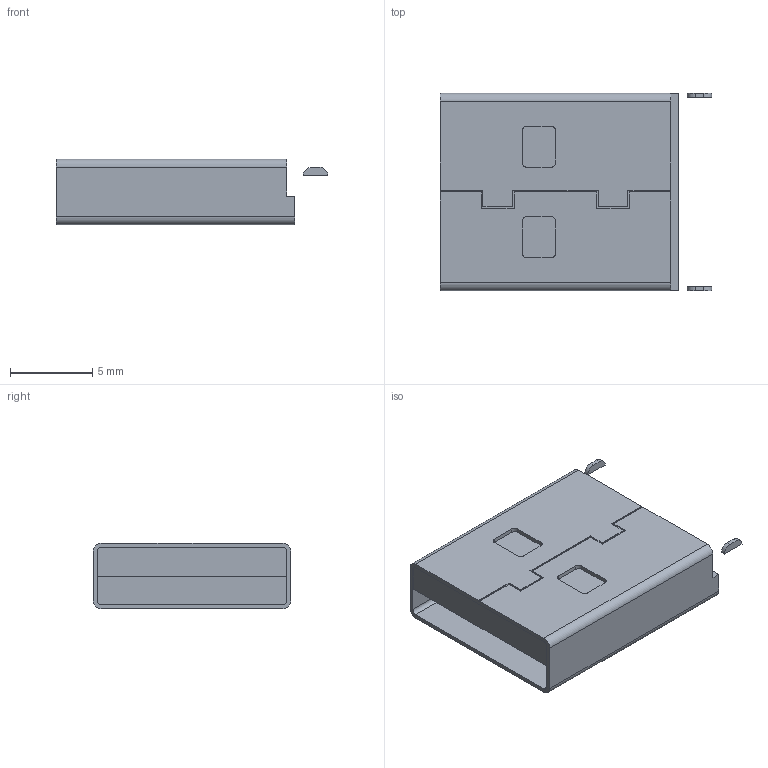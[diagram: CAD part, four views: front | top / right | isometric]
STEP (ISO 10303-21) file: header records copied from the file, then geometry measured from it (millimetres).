
FILE_DESCRIPTION (( 'STEP AP214' ), '1' );
FILE_NAME ('usb seul.STEP', '2019-10-18T08:55:26', ( '' ), ( '' ), 'SwSTEP 2.0', 'SolidWorks 2017', '' );
FILE_SCHEMA (( 'AUTOMOTIVE_DESIGN' ));
Length unit declared in the file: millimetre
Products named in the file (1): usb seul
Bounding box: 16.5 x 12 x 4 mm (x, y, z)
Volume: 489.6 mm3; surface area: 778 mm2
Topology: 3 solids, 3 shells, 122 faces, 330 edges, 220 vertices
Faces by surface type: plane 77, cylinder 42, bspline 3
Entity records: 5619 total; most frequent: CARTESIAN_POINT 1154, ORIENTED_EDGE 660, DIRECTION 618, EDGE_CURVE 330, VECTOR 234, LINE 234, VERTEX_POINT 220, AXIS2_PLACEMENT_3D 192
